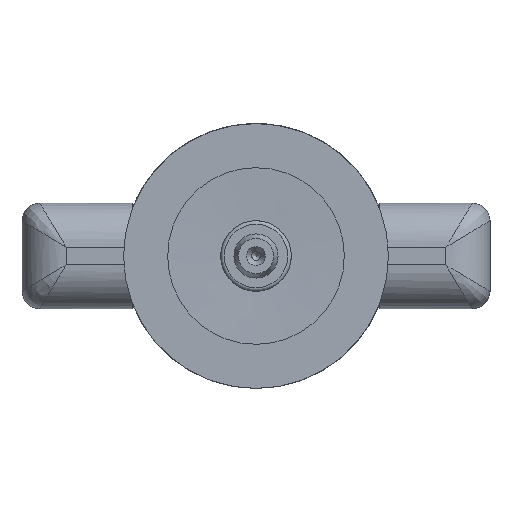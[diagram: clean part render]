
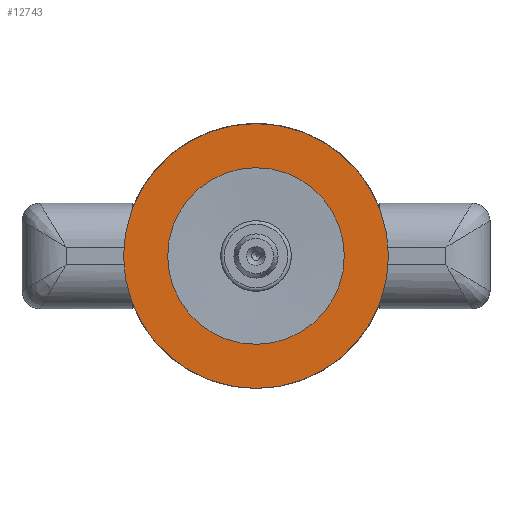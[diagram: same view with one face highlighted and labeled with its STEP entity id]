
A CAD part, front view. The second image highlights one B-rep face of the part: STEP entity #12743.
In plain terms, the highlighted face is planar.
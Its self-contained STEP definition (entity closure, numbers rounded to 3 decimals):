
#2955=PLANE('',#13740);
#3134=FACE_BOUND('',#4704,.T.);
#3876=FACE_OUTER_BOUND('',#4703,.T.);
#4703=EDGE_LOOP('',(#11957));
#4704=EDGE_LOOP('',(#11958));
#5017=CIRCLE('',#13723,15.);
#5024=CIRCLE('',#13737,10.);
#6262=VERTEX_POINT('',#41042);
#6269=VERTEX_POINT('',#41063);
#8159=EDGE_CURVE('',#6262,#6262,#5017,.T.);
#8166=EDGE_CURVE('',#6269,#6269,#5024,.T.);
#11957=ORIENTED_EDGE('',*,*,#8159,.T.);
#11958=ORIENTED_EDGE('',*,*,#8166,.F.);
#12743=ADVANCED_FACE('',(#3876,#3134),#2955,.F.);
#13723=AXIS2_PLACEMENT_3D('',#41043,#16199,#16200);
#13737=AXIS2_PLACEMENT_3D('',#41064,#16227,#16228);
#13740=AXIS2_PLACEMENT_3D('',#41068,#16233,#16234);
#16199=DIRECTION('center_axis',(0.,0.,-1.));
#16200=DIRECTION('ref_axis',(-1.,0.,0.));
#16227=DIRECTION('center_axis',(0.,0.,-1.));
#16228=DIRECTION('ref_axis',(-1.,0.,0.));
#16233=DIRECTION('center_axis',(0.,0.,1.));
#16234=DIRECTION('ref_axis',(1.,0.,0.));
#41042=CARTESIAN_POINT('',(15.,0.,0.));
#41043=CARTESIAN_POINT('Origin',(0.,0.,0.));
#41063=CARTESIAN_POINT('',(10.,0.,0.));
#41064=CARTESIAN_POINT('Origin',(0.,0.,0.));
#41068=CARTESIAN_POINT('Origin',(0.,0.,0.));
